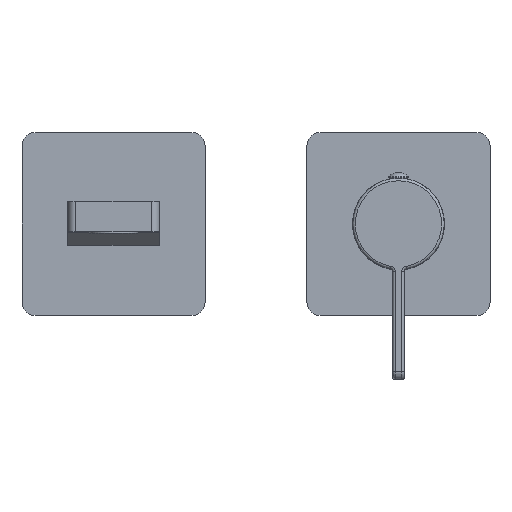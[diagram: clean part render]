
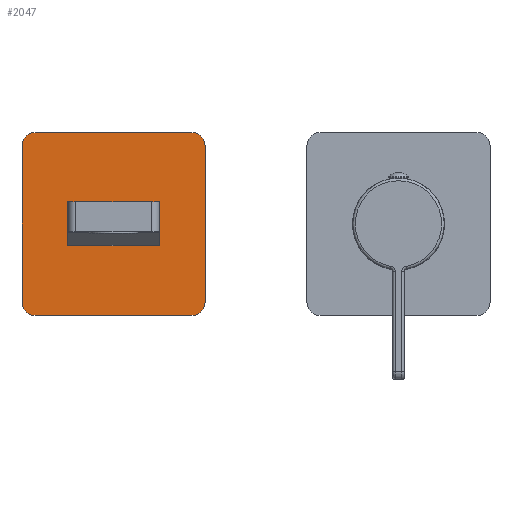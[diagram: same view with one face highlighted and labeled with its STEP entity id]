
A CAD part, top view. The second image highlights one B-rep face of the part: STEP entity #2047.
In plain terms, the highlighted planar face has unit normal (0, 0, 1).
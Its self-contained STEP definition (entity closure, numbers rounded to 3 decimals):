
#1706=CARTESIAN_POINT('',(-139.,-30.,52.));
#1707=DIRECTION('',(0.,0.,1.));
#1708=DIRECTION('',(-1.,0.,0.));
#1709=AXIS2_PLACEMENT_3D('',#1706,#1707,#1708);
#1711=DIRECTION('',(0.,-1.,0.));
#1712=VECTOR('',#1711,60.);
#1713=CARTESIAN_POINT('',(-144.,30.,52.));
#1714=LINE('',#1713,#1712);
#1715=CARTESIAN_POINT('',(-139.,30.,52.));
#1716=DIRECTION('',(0.,0.,1.));
#1717=DIRECTION('',(0.,1.,0.));
#1718=AXIS2_PLACEMENT_3D('',#1715,#1716,#1717);
#1720=DIRECTION('',(-1.,0.,0.));
#1721=VECTOR('',#1720,60.);
#1722=CARTESIAN_POINT('',(-79.,35.,52.));
#1723=LINE('',#1722,#1721);
#1724=CARTESIAN_POINT('',(-79.,30.,52.));
#1725=DIRECTION('',(0.,0.,1.));
#1726=DIRECTION('',(1.,0.,0.));
#1727=AXIS2_PLACEMENT_3D('',#1724,#1725,#1726);
#1729=DIRECTION('',(0.,1.,0.));
#1730=VECTOR('',#1729,60.);
#1731=CARTESIAN_POINT('',(-74.,-30.,52.));
#1732=LINE('',#1731,#1730);
#1733=CARTESIAN_POINT('',(-79.,-30.,52.));
#1734=DIRECTION('',(0.,0.,1.));
#1735=DIRECTION('',(0.,-1.,0.));
#1736=AXIS2_PLACEMENT_3D('',#1733,#1734,#1735);
#1738=DIRECTION('',(1.,0.,0.));
#1739=VECTOR('',#1738,60.);
#1740=CARTESIAN_POINT('',(-139.,-35.,52.));
#1741=LINE('',#1740,#1739);
#1742=DIRECTION('',(1.,0.,0.));
#1743=VECTOR('',#1742,35.);
#1744=CARTESIAN_POINT('',(-126.5,-8.25,52.));
#1745=LINE('',#1744,#1743);
#1746=DIRECTION('',(0.,1.,0.));
#1747=VECTOR('',#1746,16.5);
#1748=CARTESIAN_POINT('',(-91.5,-8.25,52.));
#1749=LINE('',#1748,#1747);
#1750=DIRECTION('',(1.,0.,0.));
#1751=VECTOR('',#1750,35.);
#1752=CARTESIAN_POINT('',(-126.5,8.25,52.));
#1753=LINE('',#1752,#1751);
#1754=DIRECTION('',(0.,1.,0.));
#1755=VECTOR('',#1754,16.5);
#1756=CARTESIAN_POINT('',(-126.5,-8.25,52.));
#1757=LINE('',#1756,#1755);
#1920=CARTESIAN_POINT('',(-144.,-30.,52.));
#1921=VERTEX_POINT('',#1920);
#1922=CARTESIAN_POINT('',(-139.,-35.,52.));
#1923=VERTEX_POINT('',#1922);
#1928=CARTESIAN_POINT('',(-79.,-35.,52.));
#1929=VERTEX_POINT('',#1928);
#1930=CARTESIAN_POINT('',(-74.,-30.,52.));
#1931=VERTEX_POINT('',#1930);
#1936=CARTESIAN_POINT('',(-74.,30.,52.));
#1937=VERTEX_POINT('',#1936);
#1938=CARTESIAN_POINT('',(-79.,35.,52.));
#1939=VERTEX_POINT('',#1938);
#1944=CARTESIAN_POINT('',(-139.,35.,52.));
#1945=VERTEX_POINT('',#1944);
#1946=CARTESIAN_POINT('',(-144.,30.,52.));
#1947=VERTEX_POINT('',#1946);
#1972=CARTESIAN_POINT('',(-126.5,-8.25,52.));
#1973=CARTESIAN_POINT('',(-91.5,-8.25,52.));
#1974=VERTEX_POINT('',#1972);
#1975=VERTEX_POINT('',#1973);
#1976=CARTESIAN_POINT('',(-126.5,8.25,52.));
#1977=CARTESIAN_POINT('',(-91.5,8.25,52.));
#1978=VERTEX_POINT('',#1976);
#1979=VERTEX_POINT('',#1977);
#2015=CARTESIAN_POINT('',(-109.,0.,52.));
#2016=DIRECTION('',(0.,0.,1.));
#2017=DIRECTION('',(-1.,0.,0.));
#2018=AXIS2_PLACEMENT_3D('',#2015,#2016,#2017);
#2019=PLANE('',#2018);
#2021=ORIENTED_EDGE('',*,*,#2020,.F.);
#2023=ORIENTED_EDGE('',*,*,#2022,.F.);
#2025=ORIENTED_EDGE('',*,*,#2024,.F.);
#2027=ORIENTED_EDGE('',*,*,#2026,.F.);
#2029=ORIENTED_EDGE('',*,*,#2028,.F.);
#2031=ORIENTED_EDGE('',*,*,#2030,.F.);
#2033=ORIENTED_EDGE('',*,*,#2032,.F.);
#2035=ORIENTED_EDGE('',*,*,#2034,.F.);
#2036=EDGE_LOOP('',(#2021,#2023,#2025,#2027,#2029,#2031,#2033,#2035));
#2037=FACE_OUTER_BOUND('',#2036,.F.);
#2039=ORIENTED_EDGE('',*,*,#2038,.T.);
#2041=ORIENTED_EDGE('',*,*,#2040,.T.);
#2042=ORIENTED_EDGE('',*,*,#1993,.F.);
#2044=ORIENTED_EDGE('',*,*,#2043,.F.);
#2045=EDGE_LOOP('',(#2039,#2041,#2042,#2044));
#2046=FACE_BOUND('',#2045,.F.);
#2047=ADVANCED_FACE('',(#2037,#2046),#2019,.T.);
#1710=CIRCLE('',#1709,5.);
#1719=CIRCLE('',#1718,5.);
#1728=CIRCLE('',#1727,5.);
#1737=CIRCLE('',#1736,5.);
#1993=EDGE_CURVE('',#1978,#1979,#1753,.T.);
#2020=EDGE_CURVE('',#1921,#1923,#1710,.T.);
#2022=EDGE_CURVE('',#1947,#1921,#1714,.T.);
#2024=EDGE_CURVE('',#1945,#1947,#1719,.T.);
#2026=EDGE_CURVE('',#1939,#1945,#1723,.T.);
#2028=EDGE_CURVE('',#1937,#1939,#1728,.T.);
#2030=EDGE_CURVE('',#1931,#1937,#1732,.T.);
#2032=EDGE_CURVE('',#1929,#1931,#1737,.T.);
#2034=EDGE_CURVE('',#1923,#1929,#1741,.T.);
#2038=EDGE_CURVE('',#1974,#1975,#1745,.T.);
#2040=EDGE_CURVE('',#1975,#1979,#1749,.T.);
#2043=EDGE_CURVE('',#1974,#1978,#1757,.T.);
